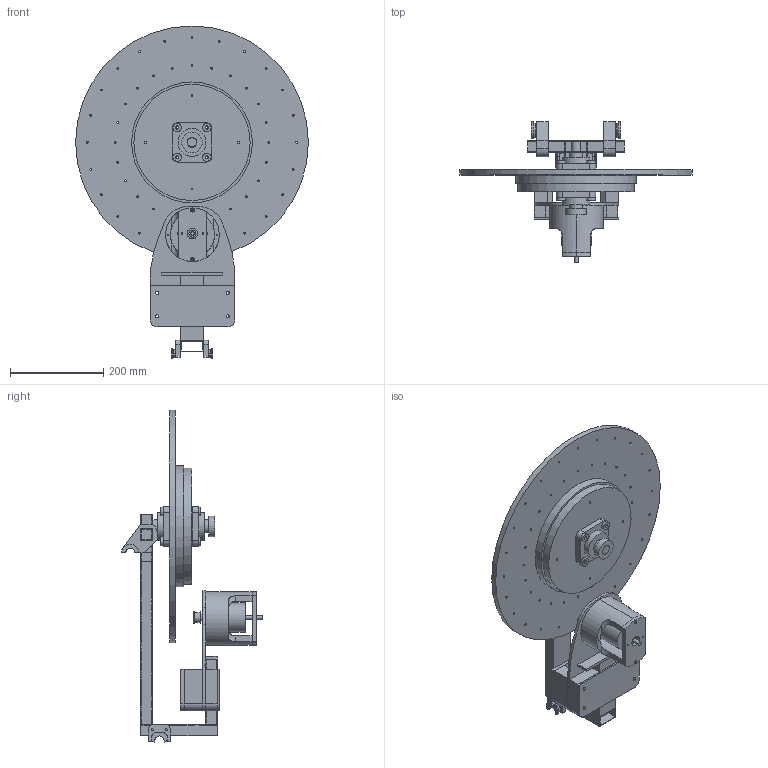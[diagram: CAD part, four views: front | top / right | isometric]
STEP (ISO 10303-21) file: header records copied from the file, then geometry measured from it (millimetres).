
FILE_DESCRIPTION(/* description */ (''),/* implementation_level */ '2;1');
FILE_NAME(/* name */ '13882810-ff06-46aa-93dd-e8fd8ebcdb67.stp',/* time_stamp */ '2022-06-10T15:16:50Z',/* author */ (''),/* organization */ (''),/* preprocessor_version */ 'ST-DEVELOPER v19',/* originating_system */ 'Autodesk Translation Framework v11.7.0.108',/* authorisation */ '');
FILE_SCHEMA (('AUTOMOTIVE_DESIGN { 1 0 10303 214 3 1 1 }'));
Length unit declared in the file: millimetre
Products named in the file (3): backpack; OmniBike2_bearing1 v1; drive_Upper v2 v1
Assembly tree (2 placements, depth 2):
  backpack
    OmniBike2_bearing1 v1
    drive_Upper v2 v1
Bounding box: 500 x 302 x 713 mm (x, y, z)
Volume: 6472698.4 mm3; surface area: 1376395.1 mm2
Topology: 36 solids, 36 shells, 947 faces, 2528 edges, 1672 vertices
Faces by surface type: plane 526, cylinder 403, cone 18
Full cylindrical faces by diameter (mm): 2.8 x10, 3.8 x2, 4 x60, 4.5 x8, 5 x16, 6.5 x16, 6.9 x4, 7.5 x4, 8 x3, 11.6 x8, 12 x8, 15 x3, 18 x8, 20 x3, 21 x4, 22.3 x3, 27 x2, 28 x3, 30 x3, 33 x1, 44 x1, 60 x2, 63 x1, 64.83 x1, 65 x1, 95 x1, 249.5 x1, 259.5 x1, 500 x1
Entity records: 30546 total; most frequent: CARTESIAN_POINT 5898, DIRECTION 5092, ORIENTED_EDGE 5056, EDGE_CURVE 2528, AXIS2_PLACEMENT_3D 1805, VERTEX_POINT 1672, LINE 1482, VECTOR 1482
